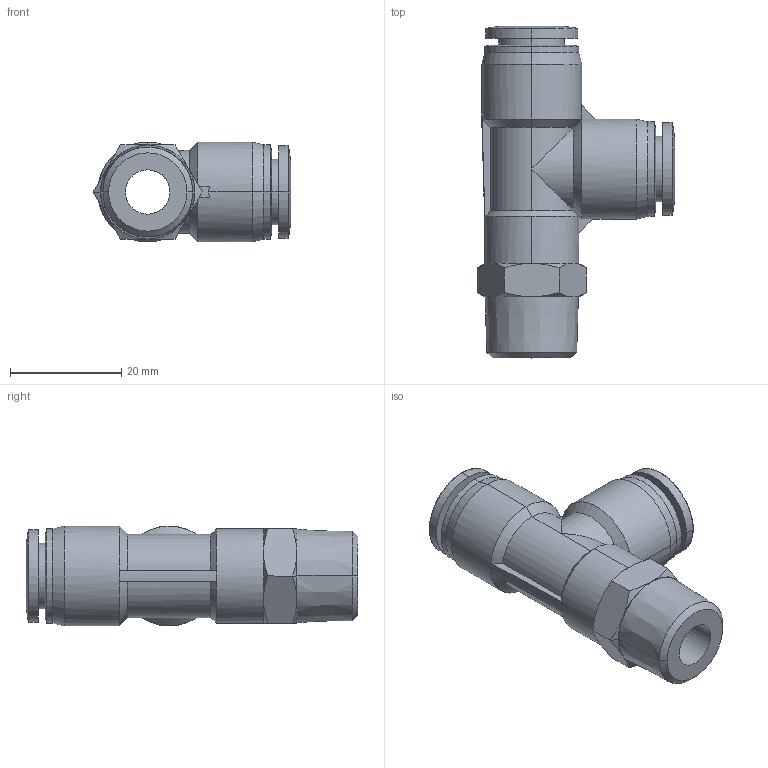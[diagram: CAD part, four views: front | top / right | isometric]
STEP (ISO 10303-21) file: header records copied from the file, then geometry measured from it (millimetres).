
FILE_DESCRIPTION (( 'STEP AP214' ), '1' );
FILE_NAME ('MRT10M-38R.step', '2016-02-24T20:43:29', ( '' ), ( '' ), 'SwSTEP 2.0', 'SolidWorks 2015', '' );
FILE_SCHEMA (( 'AUTOMOTIVE_DESIGN' ));
Length unit declared in the file: inch
Products named in the file (1): MRT10M-38R
Bounding box: 35.56 x 59.75 x 18 mm (x, y, z)
Volume: 11818.9 mm3; surface area: 7302.5 mm2
Topology: 1 solids, 1 shells, 103 faces, 240 edges, 145 vertices
Faces by surface type: cone 38, cylinder 32, plane 24, bspline 5, torus 4
Entity records: 4452 total; most frequent: CARTESIAN_POINT 768, DIRECTION 495, ORIENTED_EDGE 480, EDGE_CURVE 240, AXIS2_PLACEMENT_3D 208, VERTEX_POINT 145, EDGE_LOOP 113, CIRCLE 109
